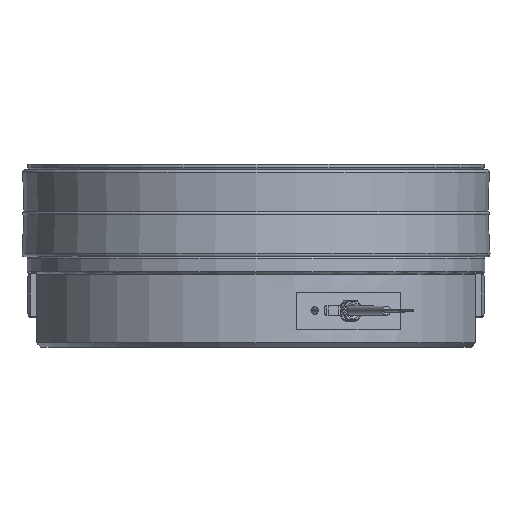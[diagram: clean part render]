
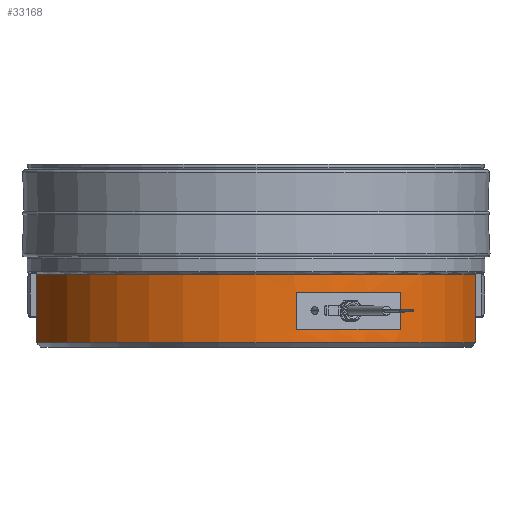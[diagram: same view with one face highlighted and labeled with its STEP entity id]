
A CAD part, front view. The second image highlights one B-rep face of the part: STEP entity #33168.
In plain terms, the highlighted cylindrical face has radius 152 mm (diameter 304 mm), a partial arc.
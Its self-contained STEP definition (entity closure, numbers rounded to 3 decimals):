
#4865 = CARTESIAN_POINT ( 'NONE',  ( -147.048, -38.483, 3.5 ) ) ;
#6884 = FACE_BOUND ( 'NONE', #52391, .T. ) ;
#7256 = FACE_OUTER_BOUND ( 'NONE', #52770, .T. ) ;
#8244 = CARTESIAN_POINT ( 'NONE',  ( -147.048, -38.483, 49.5 ) ) ;
#10630 = DIRECTION ( 'NONE',  ( 1., 0., 0. ) ) ;
#11739 = ORIENTED_EDGE ( 'NONE', *, *, #26060, .T. ) ;
#13545 = LINE ( 'NONE', #60265, #56653 ) ;
#15767 = ORIENTED_EDGE ( 'NONE', *, *, #57296, .F. ) ;
#18707 = DIRECTION ( 'NONE',  ( 0., 0., -1. ) ) ;
#19545 = EDGE_CURVE ( 'NONE', #61027, #52763, #54228, .T. ) ;
#19557 = CARTESIAN_POINT ( 'NONE',  ( 27.082, -149.568, -6.885 ) ) ;
#19765 = EDGE_CURVE ( 'NONE', #32266, #69529, #13545, .T. ) ;
#22023 = DIRECTION ( 'NONE',  ( 0., 0., -1. ) ) ;
#22210 = CARTESIAN_POINT ( 'NONE',  ( 27.082, -149.568, 37.5 ) ) ;
#23499 = DIRECTION ( 'NONE',  ( -1., 0., 0. ) ) ;
#23644 = ORIENTED_EDGE ( 'NONE', *, *, #32845, .T. ) ;
#25675 = DIRECTION ( 'NONE',  ( 0., 0., 1. ) ) ;
#25775 = CYLINDRICAL_SURFACE ( 'NONE', #66359, 152. ) ;
#26034 = CARTESIAN_POINT ( 'NONE',  ( 0., 0., 3.5 ) ) ;
#26060 = EDGE_CURVE ( 'NONE', #32266, #52763, #34730, .T. ) ;
#28471 = ORIENTED_EDGE ( 'NONE', *, *, #29068, .F. ) ;
#29014 = CARTESIAN_POINT ( 'NONE',  ( 97.167, -116.887, 37.5 ) ) ;
#29068 = EDGE_CURVE ( 'NONE', #37068, #60409, #69386, .T. ) ;
#29083 = VECTOR ( 'NONE', #67751, 1000. ) ;
#30053 = ORIENTED_EDGE ( 'NONE', *, *, #56492, .F. ) ;
#30297 = CARTESIAN_POINT ( 'NONE',  ( 0., 0., -6.885 ) ) ;
#32074 = AXIS2_PLACEMENT_3D ( 'NONE', #34407, #35888, #23499 ) ;
#32266 = VERTEX_POINT ( 'NONE', #57006 ) ;
#32845 = EDGE_CURVE ( 'NONE', #61027, #69529, #50574, .T. ) ;
#33168 = ADVANCED_FACE ( 'NONE', ( #6884, #7256 ), #25775, .T. ) ;
#34407 = CARTESIAN_POINT ( 'NONE',  ( 0., 0., 12.5 ) ) ;
#34730 = CIRCLE ( 'NONE', #44296, 152. ) ;
#34769 = VECTOR ( 'NONE', #48450, 1000. ) ;
#35827 = ORIENTED_EDGE ( 'NONE', *, *, #19765, .F. ) ;
#35888 = DIRECTION ( 'NONE',  ( 0., 0., 1. ) ) ;
#36316 = DIRECTION ( 'NONE',  ( -1., 0., 0. ) ) ;
#36990 = CARTESIAN_POINT ( 'NONE',  ( 97.167, -116.887, -6.885 ) ) ;
#37068 = VERTEX_POINT ( 'NONE', #68451 ) ;
#40797 = AXIS2_PLACEMENT_3D ( 'NONE', #57735, #22023, #10630 ) ;
#42629 = DIRECTION ( 'NONE',  ( 0., 0., -1. ) ) ;
#44296 = AXIS2_PLACEMENT_3D ( 'NONE', #49050, #18707, #47948 ) ;
#47838 = LINE ( 'NONE', #36990, #29083 ) ;
#47948 = DIRECTION ( 'NONE',  ( -1., 0., 0. ) ) ;
#48173 = VECTOR ( 'NONE', #48886, 1000. ) ;
#48450 = DIRECTION ( 'NONE',  ( 0., 0., -1. ) ) ;
#48881 = DIRECTION ( 'NONE',  ( -1., 0., 0. ) ) ;
#48886 = DIRECTION ( 'NONE',  ( 0., 0., 1. ) ) ;
#49050 = CARTESIAN_POINT ( 'NONE',  ( 0., 0., 49.5 ) ) ;
#49962 = VERTEX_POINT ( 'NONE', #29014 ) ;
#50574 = CIRCLE ( 'NONE', #63830, 152. ) ;
#51561 = CIRCLE ( 'NONE', #40797, 152. ) ;
#52391 = EDGE_LOOP ( 'NONE', ( #30053, #15767, #28471, #59167 ) ) ;
#52763 = VERTEX_POINT ( 'NONE', #8244 ) ;
#52770 = EDGE_LOOP ( 'NONE', ( #70115, #23644, #35827, #11739 ) ) ;
#54228 = LINE ( 'NONE', #64770, #48173 ) ;
#56492 = EDGE_CURVE ( 'NONE', #49962, #66502, #51561, .T. ) ;
#56653 = VECTOR ( 'NONE', #64788, 1000. ) ;
#57006 = CARTESIAN_POINT ( 'NONE',  ( 147.048, -38.483, 49.5 ) ) ;
#57296 = EDGE_CURVE ( 'NONE', #60409, #49962, #47838, .T. ) ;
#57735 = CARTESIAN_POINT ( 'NONE',  ( 0., 0., 37.5 ) ) ;
#59167 = ORIENTED_EDGE ( 'NONE', *, *, #68647, .F. ) ;
#59769 = LINE ( 'NONE', #19557, #34769 ) ;
#60265 = CARTESIAN_POINT ( 'NONE',  ( 147.048, -38.483, 26.5 ) ) ;
#60409 = VERTEX_POINT ( 'NONE', #60443 ) ;
#60443 = CARTESIAN_POINT ( 'NONE',  ( 97.167, -116.887, 12.5 ) ) ;
#61027 = VERTEX_POINT ( 'NONE', #4865 ) ;
#63830 = AXIS2_PLACEMENT_3D ( 'NONE', #26034, #25675, #48881 ) ;
#64770 = CARTESIAN_POINT ( 'NONE',  ( -147.048, -38.483, 26.5 ) ) ;
#64788 = DIRECTION ( 'NONE',  ( 0., 0., -1. ) ) ;
#66359 = AXIS2_PLACEMENT_3D ( 'NONE', #30297, #42629, #36316 ) ;
#66502 = VERTEX_POINT ( 'NONE', #22210 ) ;
#67751 = DIRECTION ( 'NONE',  ( 0., 0., 1. ) ) ;
#68451 = CARTESIAN_POINT ( 'NONE',  ( 27.082, -149.568, 12.5 ) ) ;
#68647 = EDGE_CURVE ( 'NONE', #66502, #37068, #59769, .T. ) ;
#69217 = CARTESIAN_POINT ( 'NONE',  ( 147.048, -38.483, 3.5 ) ) ;
#69386 = CIRCLE ( 'NONE', #32074, 152. ) ;
#69529 = VERTEX_POINT ( 'NONE', #69217 ) ;
#70115 = ORIENTED_EDGE ( 'NONE', *, *, #19545, .F. ) ;
